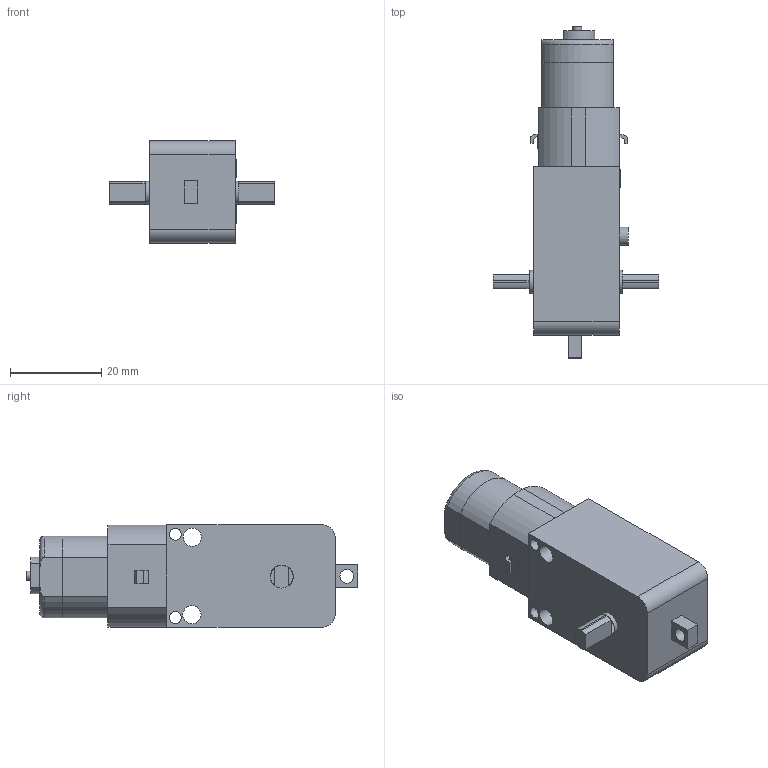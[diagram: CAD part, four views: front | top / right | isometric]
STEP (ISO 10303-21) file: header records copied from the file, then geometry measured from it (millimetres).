
FILE_DESCRIPTION(('FreeCAD Model'),'2;1');
FILE_NAME('MotorModel.step', '2014-02-15T11:30:32',('FreeCAD'),('FreeCAD'), 'Open CASCADE STEP processor 6.3','FreeCAD','Unknown');
FILE_SCHEMA(('AUTOMOTIVE_DESIGN_CC2 { 1 2 10303 214 -1 1 5 4 }'));
Length unit declared in the file: millimetre
Products named in the file (1): Fusion
Bounding box: 36.43 x 72.9 x 22.5 mm (x, y, z)
Volume: 23507.7 mm3; surface area: 7409.5 mm2
Topology: 5 solids, 5 shells, 141 faces, 356 edges, 238 vertices
Faces by surface type: plane 108, cylinder 31, torus 2
Full cylindrical faces by diameter (mm): 2 x2, 2.6 x2, 3 x1, 4 x6, 5 x2
Entity records: 11142 total; most frequent: CARTESIAN_POINT 2978, DIRECTION 1331, LINE 838, VECTOR 838, ORIENTED_EDGE 712, PCURVE 712, DEFINITIONAL_REPRESENTATION 712, EDGE_CURVE 356
